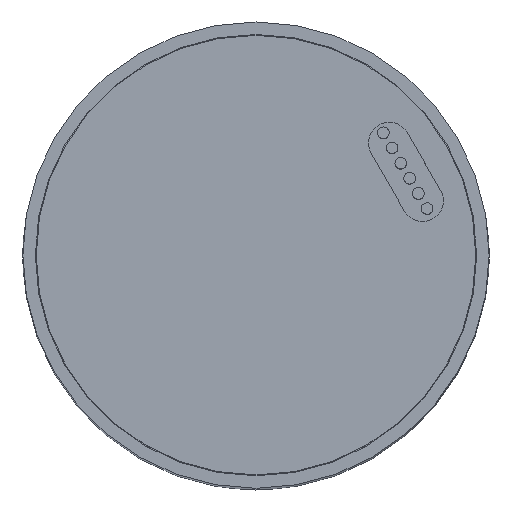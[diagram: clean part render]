
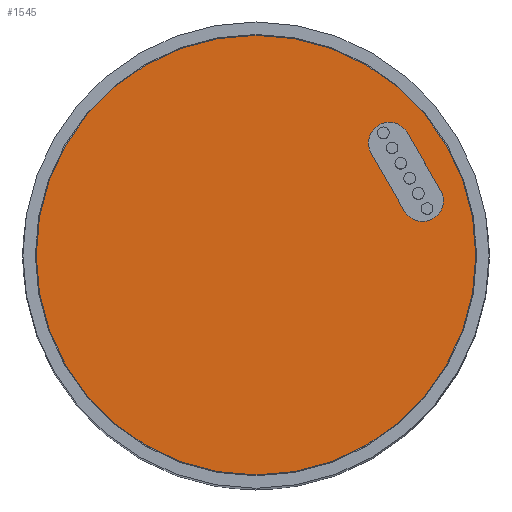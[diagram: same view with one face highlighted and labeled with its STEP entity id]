
A CAD part, top view. The second image highlights one B-rep face of the part: STEP entity #1545.
In plain terms, the highlighted planar face has unit normal (0, 0, 1).
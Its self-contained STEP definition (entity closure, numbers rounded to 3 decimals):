
#4 = PLANE ( 'NONE',  #1111 ) ;
#191 = CARTESIAN_POINT ( 'NONE',  ( 18.165, 14.714, 120.3 ) ) ;
#251 = DIRECTION ( 'NONE',  ( 0., 0., 1. ) ) ;
#265 = CARTESIAN_POINT ( 'NONE',  ( 22.5, 6.536, 120.3 ) ) ;
#287 = DIRECTION ( 'NONE',  ( 0., 0., 1. ) ) ;
#339 = EDGE_CURVE ( 'NONE', #1716, #2249, #3399, .T. ) ;
#366 = CARTESIAN_POINT ( 'NONE',  ( 13.835, 12.214, 120.3 ) ) ;
#379 = DIRECTION ( 'NONE',  ( -0.5, 0.866, 0. ) ) ;
#456 = CARTESIAN_POINT ( 'NONE',  ( 0., 0., 120.3 ) ) ;
#508 = AXIS2_PLACEMENT_3D ( 'NONE', #1842, #251, #2121 ) ;
#585 = ORIENTED_EDGE ( 'NONE', *, *, #1775, .F. ) ;
#604 = CIRCLE ( 'NONE', #508, 2.5 ) ;
#626 = EDGE_CURVE ( 'NONE', #1934, #884, #2461, .T. ) ;
#726 = CARTESIAN_POINT ( 'NONE',  ( 17.835, 5.286, 120.3 ) ) ;
#729 = DIRECTION ( 'NONE',  ( 1., 0., 0. ) ) ;
#884 = VERTEX_POINT ( 'NONE', #191 ) ;
#898 = VERTEX_POINT ( 'NONE', #726 ) ;
#930 = CIRCLE ( 'NONE', #2966, 26.4 ) ;
#1037 = VECTOR ( 'NONE', #1343, 1000. ) ;
#1052 = AXIS2_PLACEMENT_3D ( 'NONE', #1884, #287, #2148 ) ;
#1079 = DIRECTION ( 'NONE',  ( 1., 0., 0. ) ) ;
#1083 = CARTESIAN_POINT ( 'NONE',  ( 16., 13.464, 120.3 ) ) ;
#1109 = LINE ( 'NONE', #2144, #1037 ) ;
#1111 = AXIS2_PLACEMENT_3D ( 'NONE', #3218, #2681, #1079 ) ;
#1169 = ORIENTED_EDGE ( 'NONE', *, *, #626, .F. ) ;
#1184 = CARTESIAN_POINT ( 'NONE',  ( 18.165, 14.714, 120.3 ) ) ;
#1201 = AXIS2_PLACEMENT_3D ( 'NONE', #1083, #2954, #1346 ) ;
#1343 = DIRECTION ( 'NONE',  ( 0.5, -0.866, 0. ) ) ;
#1346 = DIRECTION ( 'NONE',  ( -1., 0., 0. ) ) ;
#1351 = DIRECTION ( 'NONE',  ( 0., 0., 1. ) ) ;
#1543 = VERTEX_POINT ( 'NONE', #265 ) ;
#1545 = ADVANCED_FACE ( 'NONE', ( #1823, #2626 ), #4, .T. ) ;
#1576 = EDGE_CURVE ( 'NONE', #2363, #898, #1109, .T. ) ;
#1688 = CIRCLE ( 'NONE', #1052, 2.5 ) ;
#1716 = VERTEX_POINT ( 'NONE', #1807 ) ;
#1775 = EDGE_CURVE ( 'NONE', #898, #1543, #604, .T. ) ;
#1807 = CARTESIAN_POINT ( 'NONE',  ( -26.4, 0., 120.3 ) ) ;
#1823 = FACE_BOUND ( 'NONE', #3411, .T. ) ;
#1842 = CARTESIAN_POINT ( 'NONE',  ( 20., 6.536, 120.3 ) ) ;
#1882 = EDGE_CURVE ( 'NONE', #884, #2363, #3117, .T. ) ;
#1884 = CARTESIAN_POINT ( 'NONE',  ( 20., 6.536, 120.3 ) ) ;
#1894 = ORIENTED_EDGE ( 'NONE', *, *, #2238, .T. ) ;
#1898 = EDGE_CURVE ( 'NONE', #1543, #1934, #1688, .T. ) ;
#1934 = VERTEX_POINT ( 'NONE', #1983 ) ;
#1939 = DIRECTION ( 'NONE',  ( 1., 0., 0. ) ) ;
#1983 = CARTESIAN_POINT ( 'NONE',  ( 22.165, 7.786, 120.3 ) ) ;
#2121 = DIRECTION ( 'NONE',  ( -1., 0., 0. ) ) ;
#2144 = CARTESIAN_POINT ( 'NONE',  ( 13.835, 12.214, 120.3 ) ) ;
#2148 = DIRECTION ( 'NONE',  ( -1., 0., 0. ) ) ;
#2202 = CARTESIAN_POINT ( 'NONE',  ( 26.4, 0., 120.3 ) ) ;
#2238 = EDGE_CURVE ( 'NONE', #2249, #1716, #930, .T. ) ;
#2249 = VERTEX_POINT ( 'NONE', #2202 ) ;
#2290 = ORIENTED_EDGE ( 'NONE', *, *, #339, .T. ) ;
#2329 = DIRECTION ( 'NONE',  ( 0., 0., 1. ) ) ;
#2363 = VERTEX_POINT ( 'NONE', #366 ) ;
#2461 = LINE ( 'NONE', #1184, #3340 ) ;
#2490 = AXIS2_PLACEMENT_3D ( 'NONE', #456, #2329, #729 ) ;
#2613 = ORIENTED_EDGE ( 'NONE', *, *, #1898, .F. ) ;
#2626 = FACE_OUTER_BOUND ( 'NONE', #2793, .T. ) ;
#2681 = DIRECTION ( 'NONE',  ( 0., 0., 1. ) ) ;
#2793 = EDGE_LOOP ( 'NONE', ( #1894, #2290 ) ) ;
#2919 = ORIENTED_EDGE ( 'NONE', *, *, #1576, .F. ) ;
#2954 = DIRECTION ( 'NONE',  ( 0., 0., 1. ) ) ;
#2962 = CARTESIAN_POINT ( 'NONE',  ( 0., 0., 120.3 ) ) ;
#2966 = AXIS2_PLACEMENT_3D ( 'NONE', #2962, #1351, #1939 ) ;
#3117 = CIRCLE ( 'NONE', #1201, 2.5 ) ;
#3188 = ORIENTED_EDGE ( 'NONE', *, *, #1882, .F. ) ;
#3218 = CARTESIAN_POINT ( 'NONE',  ( 0., 0., 120.3 ) ) ;
#3340 = VECTOR ( 'NONE', #379, 1000. ) ;
#3399 = CIRCLE ( 'NONE', #2490, 26.4 ) ;
#3411 = EDGE_LOOP ( 'NONE', ( #3188, #1169, #2613, #585, #2919 ) ) ;
